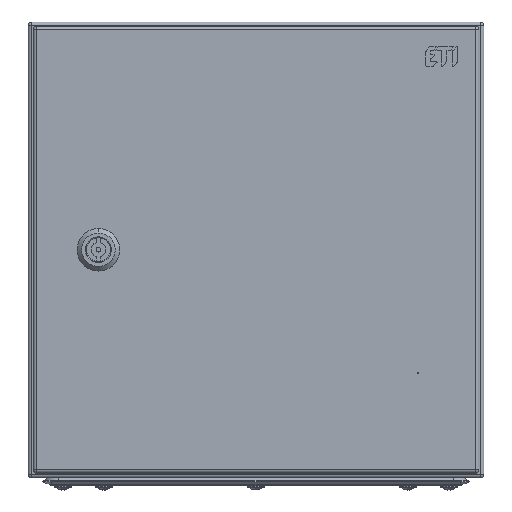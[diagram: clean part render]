
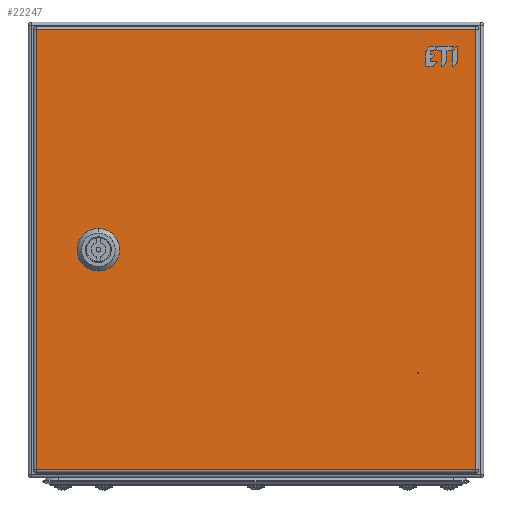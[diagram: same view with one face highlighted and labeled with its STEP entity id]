
A CAD part, front view. The second image highlights one B-rep face of the part: STEP entity #22247.
In plain terms, the highlighted face is planar.
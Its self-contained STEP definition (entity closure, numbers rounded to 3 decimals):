
#21493=DIRECTION('',(1.,0.,0.));
#21494=VECTOR('',#21493,289.6);
#21495=CARTESIAN_POINT('',(-144.8,144.5,0.));
#21496=LINE('',#21495,#21494);
#21507=CARTESIAN_POINT('',(0.,-103.7,0.));
#21508=DIRECTION('',(0.,0.,-1.));
#21509=DIRECTION('',(-0.449,-0.893,0.));
#21510=AXIS2_PLACEMENT_3D('',#21507,#21508,#21509);
#21515=CARTESIAN_POINT('',(0.,-103.7,0.));
#21516=DIRECTION('',(0.,0.,-1.));
#21517=DIRECTION('',(-0.893,0.449,0.));
#21518=AXIS2_PLACEMENT_3D('',#21515,#21516,#21517);
#21523=CARTESIAN_POINT('',(0.,-103.7,0.));
#21524=DIRECTION('',(0.,0.,-1.));
#21525=DIRECTION('',(0.449,0.893,0.));
#21526=AXIS2_PLACEMENT_3D('',#21523,#21524,#21525);
#21531=CARTESIAN_POINT('',(0.,-103.7,0.));
#21532=DIRECTION('',(0.,0.,-1.));
#21533=DIRECTION('',(0.893,-0.449,0.));
#21534=AXIS2_PLACEMENT_3D('',#21531,#21532,#21533);
#21546=DIRECTION('',(0.,-1.,0.));
#21547=VECTOR('',#21546,289.);
#21548=CARTESIAN_POINT('',(144.8,144.5,0.));
#21549=LINE('',#21548,#21547);
#21577=DIRECTION('',(-1.,0.,0.));
#21578=VECTOR('',#21577,289.6);
#21579=CARTESIAN_POINT('',(144.8,-144.5,0.));
#21580=LINE('',#21579,#21578);
#21615=DIRECTION('',(0.,1.,0.));
#21616=VECTOR('',#21615,289.);
#21617=CARTESIAN_POINT('',(-144.8,-144.5,0.));
#21618=LINE('',#21617,#21616);
#21653=DIRECTION('',(1.,0.,0.));
#21654=VECTOR('',#21653,10.111);
#21655=CARTESIAN_POINT('',(-5.056,-113.75,0.));
#21656=LINE('',#21655,#21654);
#21888=DIRECTION('',(0.,1.,0.));
#21889=VECTOR('',#21888,10.111);
#21890=CARTESIAN_POINT('',(10.05,-108.756,0.));
#21891=LINE('',#21890,#21889);
#21909=DIRECTION('',(-1.,0.,0.));
#21910=VECTOR('',#21909,10.111);
#21911=CARTESIAN_POINT('',(5.056,-93.65,0.));
#21912=LINE('',#21911,#21910);
#21930=DIRECTION('',(0.,-1.,0.));
#21931=VECTOR('',#21930,10.111);
#21932=CARTESIAN_POINT('',(-10.05,-98.644,0.));
#21933=LINE('',#21932,#21931);
#21991=CARTESIAN_POINT('',(-144.8,144.5,0.));
#21992=VERTEX_POINT('',#21991);
#21993=CARTESIAN_POINT('',(144.8,144.5,0.));
#21994=VERTEX_POINT('',#21993);
#21995=CARTESIAN_POINT('',(144.8,-144.5,0.));
#21996=VERTEX_POINT('',#21995);
#21997=CARTESIAN_POINT('',(-144.8,-144.5,0.));
#21998=VERTEX_POINT('',#21997);
#21999=CARTESIAN_POINT('',(-5.056,-113.75,0.));
#22000=CARTESIAN_POINT('',(5.056,-113.75,0.));
#22001=VERTEX_POINT('',#21999);
#22002=VERTEX_POINT('',#22000);
#22003=CARTESIAN_POINT('',(-10.05,-108.756,0.));
#22004=VERTEX_POINT('',#22003);
#22005=CARTESIAN_POINT('',(-10.05,-98.644,0.));
#22006=VERTEX_POINT('',#22005);
#22007=CARTESIAN_POINT('',(-5.056,-93.65,0.));
#22008=VERTEX_POINT('',#22007);
#22009=CARTESIAN_POINT('',(5.056,-93.65,0.));
#22010=VERTEX_POINT('',#22009);
#22011=CARTESIAN_POINT('',(10.05,-98.644,0.));
#22012=VERTEX_POINT('',#22011);
#22013=CARTESIAN_POINT('',(10.05,-108.756,0.));
#22014=VERTEX_POINT('',#22013);
#22215=CARTESIAN_POINT('',(0.,0.,0.));
#22216=DIRECTION('',(0.,0.,-1.));
#22217=DIRECTION('',(-1.,0.,0.));
#22218=AXIS2_PLACEMENT_3D('',#22215,#22216,#22217);
#22219=PLANE('',#22218);
#22221=ORIENTED_EDGE('',*,*,#22220,.F.);
#22222=ORIENTED_EDGE('',*,*,#22207,.F.);
#22224=ORIENTED_EDGE('',*,*,#22223,.F.);
#22226=ORIENTED_EDGE('',*,*,#22225,.F.);
#22227=EDGE_LOOP('',(#22221,#22222,#22224,#22226));
#22228=FACE_OUTER_BOUND('',#22227,.F.);
#22230=ORIENTED_EDGE('',*,*,#22229,.F.);
#22232=ORIENTED_EDGE('',*,*,#22231,.T.);
#22234=ORIENTED_EDGE('',*,*,#22233,.F.);
#22236=ORIENTED_EDGE('',*,*,#22235,.T.);
#22238=ORIENTED_EDGE('',*,*,#22237,.F.);
#22240=ORIENTED_EDGE('',*,*,#22239,.T.);
#22242=ORIENTED_EDGE('',*,*,#22241,.F.);
#22244=ORIENTED_EDGE('',*,*,#22243,.T.);
#22245=EDGE_LOOP('',(#22230,#22232,#22234,#22236,#22238,#22240,#22242,#22244));
#22246=FACE_BOUND('',#22245,.F.);
#21511=CIRCLE('',#21510,11.25);
#21519=CIRCLE('',#21518,11.25);
#21527=CIRCLE('',#21526,11.25);
#21535=CIRCLE('',#21534,11.25);
#22207=EDGE_CURVE('',#21992,#21994,#21496,.T.);
#22220=EDGE_CURVE('',#21994,#21996,#21549,.T.);
#22223=EDGE_CURVE('',#21998,#21992,#21618,.T.);
#22225=EDGE_CURVE('',#21996,#21998,#21580,.T.);
#22229=EDGE_CURVE('',#22001,#22002,#21656,.T.);
#22231=EDGE_CURVE('',#22001,#22004,#21511,.T.);
#22233=EDGE_CURVE('',#22006,#22004,#21933,.T.);
#22235=EDGE_CURVE('',#22006,#22008,#21519,.T.);
#22237=EDGE_CURVE('',#22010,#22008,#21912,.T.);
#22239=EDGE_CURVE('',#22010,#22012,#21527,.T.);
#22241=EDGE_CURVE('',#22014,#22012,#21891,.T.);
#22243=EDGE_CURVE('',#22014,#22002,#21535,.T.);
#22247=ADVANCED_FACE('',(#22228,#22246),#22219,.T.);
